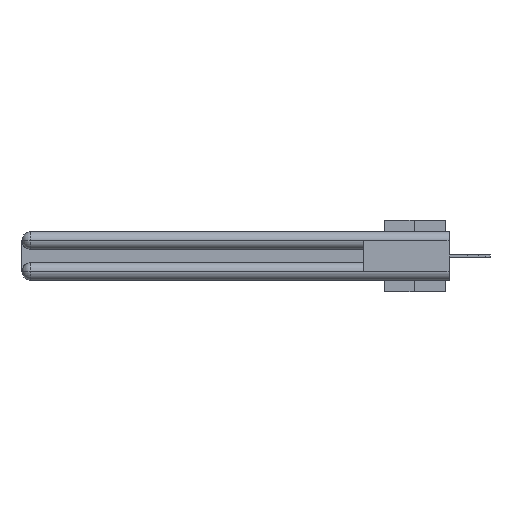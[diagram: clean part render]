
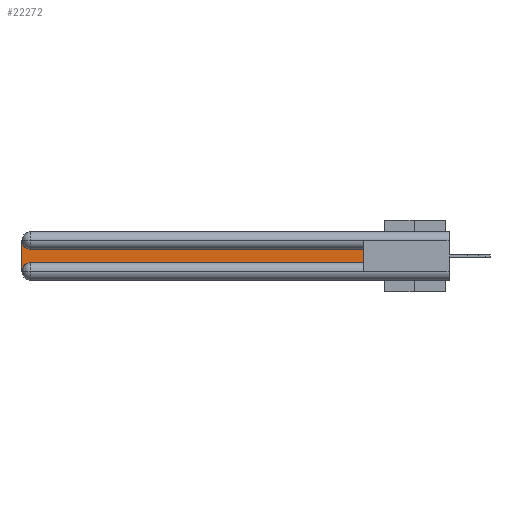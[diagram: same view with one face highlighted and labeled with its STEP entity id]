
A CAD part, left-side view. The second image highlights one B-rep face of the part: STEP entity #22272.
In plain terms, the highlighted planar face has unit normal (-1, 0, 0).
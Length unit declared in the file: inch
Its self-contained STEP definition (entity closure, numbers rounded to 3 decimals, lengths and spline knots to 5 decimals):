
#48 = VERTEX_POINT ( 'NONE', #31348 ) ;
#651 = DIRECTION ( 'NONE',  ( 0., 0., -1. ) ) ;
#980 = FACE_OUTER_BOUND ( 'NONE', #22291, .T. ) ;
#2408 = ORIENTED_EDGE ( 'NONE', *, *, #10336, .T. ) ;
#3003 = CARTESIAN_POINT ( 'NONE',  ( 0.075, 3., -0.2175 ) ) ;
#3717 = VECTOR ( 'NONE', #20635, 39.37008 ) ;
#4626 = LINE ( 'NONE', #7775, #3717 ) ;
#5211 = ORIENTED_EDGE ( 'NONE', *, *, #15161, .T. ) ;
#5332 = VERTEX_POINT ( 'NONE', #17466 ) ;
#5494 = DIRECTION ( 'NONE',  ( 0., 0., -1. ) ) ;
#5911 = LINE ( 'NONE', #3003, #34227 ) ;
#6403 = VERTEX_POINT ( 'NONE', #19638 ) ;
#7213 = DIRECTION ( 'NONE',  ( 0., 0., -1. ) ) ;
#7296 = AXIS2_PLACEMENT_3D ( 'NONE', #16851, #32708, #651 ) ;
#7614 = DIRECTION ( 'NONE',  ( 0., 1., 0. ) ) ;
#7775 = CARTESIAN_POINT ( 'NONE',  ( 0.075, 0.6, -0.2175 ) ) ;
#8950 = DIRECTION ( 'NONE',  ( 0., -1., 0. ) ) ;
#9930 = EDGE_CURVE ( 'NONE', #32588, #6403, #10533, .T. ) ;
#10336 = EDGE_CURVE ( 'NONE', #15088, #32588, #4626, .T. ) ;
#10353 = DIRECTION ( 'NONE',  ( 1., 0., 0. ) ) ;
#10533 = LINE ( 'NONE', #23412, #36981 ) ;
#10831 = AXIS2_PLACEMENT_3D ( 'NONE', #38887, #10353, #7213 ) ;
#11920 = CIRCLE ( 'NONE', #7296, 0.06 ) ;
#13536 = CARTESIAN_POINT ( 'NONE',  ( 0.075, 2.94, -0.0625 ) ) ;
#14758 = ORIENTED_EDGE ( 'NONE', *, *, #20066, .T. ) ;
#15088 = VERTEX_POINT ( 'NONE', #31217 ) ;
#15161 = EDGE_CURVE ( 'NONE', #5332, #15088, #28074, .T. ) ;
#15991 = ORIENTED_EDGE ( 'NONE', *, *, #39722, .T. ) ;
#16851 = CARTESIAN_POINT ( 'NONE',  ( 0.075, 2.94, -0.2775 ) ) ;
#17067 = DIRECTION ( 'NONE',  ( 1., 0., 0. ) ) ;
#17466 = CARTESIAN_POINT ( 'NONE',  ( 0.075, 2.94, -0.2175 ) ) ;
#18154 = VERTEX_POINT ( 'NONE', #32436 ) ;
#19638 = CARTESIAN_POINT ( 'NONE',  ( 0.075, 2.94, -0.1225 ) ) ;
#20066 = EDGE_CURVE ( 'NONE', #6403, #48, #29283, .T. ) ;
#20635 = DIRECTION ( 'NONE',  ( 0., 0., 1. ) ) ;
#22272 = ADVANCED_FACE ( 'NONE', ( #980 ), #35346, .F. ) ;
#22291 = EDGE_LOOP ( 'NONE', ( #34520, #14758, #15991, #23490, #5211, #2408 ) ) ;
#23412 = CARTESIAN_POINT ( 'NONE',  ( 0.075, 0.6, -0.1225 ) ) ;
#23490 = ORIENTED_EDGE ( 'NONE', *, *, #33599, .T. ) ;
#26242 = DIRECTION ( 'NONE',  ( 0., 0., -1. ) ) ;
#28074 = LINE ( 'NONE', #31642, #28771 ) ;
#28771 = VECTOR ( 'NONE', #8950, 39.37008 ) ;
#29283 = CIRCLE ( 'NONE', #35283, 0.06 ) ;
#31217 = CARTESIAN_POINT ( 'NONE',  ( 0.075, 0.6, -0.2175 ) ) ;
#31348 = CARTESIAN_POINT ( 'NONE',  ( 0.075, 3., -0.0625 ) ) ;
#31642 = CARTESIAN_POINT ( 'NONE',  ( 0.075, 0.6, -0.2175 ) ) ;
#32436 = CARTESIAN_POINT ( 'NONE',  ( 0.075, 3., -0.2775 ) ) ;
#32588 = VERTEX_POINT ( 'NONE', #36655 ) ;
#32708 = DIRECTION ( 'NONE',  ( 1., 0., 0. ) ) ;
#33599 = EDGE_CURVE ( 'NONE', #18154, #5332, #11920, .T. ) ;
#34227 = VECTOR ( 'NONE', #5494, 39.37008 ) ;
#34520 = ORIENTED_EDGE ( 'NONE', *, *, #9930, .T. ) ;
#35283 = AXIS2_PLACEMENT_3D ( 'NONE', #13536, #17067, #26242 ) ;
#35346 = PLANE ( 'NONE',  #10831 ) ;
#36655 = CARTESIAN_POINT ( 'NONE',  ( 0.075, 0.6, -0.1225 ) ) ;
#36981 = VECTOR ( 'NONE', #7614, 39.37008 ) ;
#38887 = CARTESIAN_POINT ( 'NONE',  ( 0.075, 3., -0.1225 ) ) ;
#39722 = EDGE_CURVE ( 'NONE', #48, #18154, #5911, .T. ) ;
